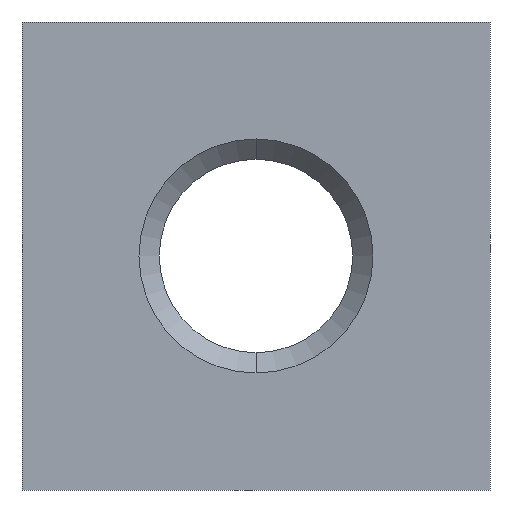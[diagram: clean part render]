
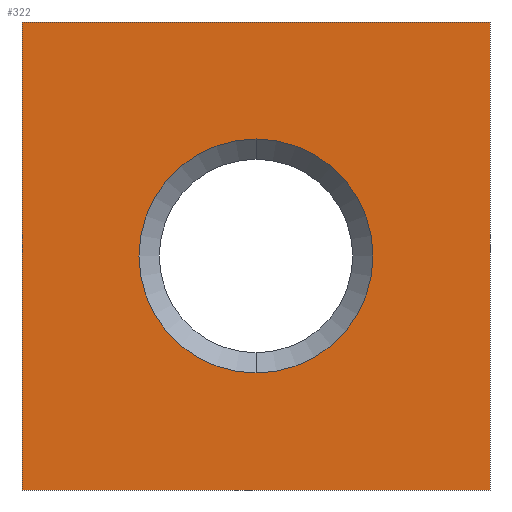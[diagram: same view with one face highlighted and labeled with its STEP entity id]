
A CAD part, front view. The second image highlights one B-rep face of the part: STEP entity #322.
In plain terms, the highlighted planar face has unit normal (0, -1, 0).
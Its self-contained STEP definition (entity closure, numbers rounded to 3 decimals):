
#2 = VERTEX_POINT ( 'NONE', #128 ) ;
#11 = ORIENTED_EDGE ( 'NONE', *, *, #314, .F. ) ;
#17 = CARTESIAN_POINT ( 'NONE',  ( -5., -3.3, -5. ) ) ;
#20 = VERTEX_POINT ( 'NONE', #17 ) ;
#24 = EDGE_CURVE ( 'NONE', #251, #2, #182, .T. ) ;
#29 = VERTEX_POINT ( 'NONE', #260 ) ;
#30 = DIRECTION ( 'NONE',  ( 0., 1., 0. ) ) ;
#32 = PLANE ( 'NONE',  #430 ) ;
#38 = VERTEX_POINT ( 'NONE', #361 ) ;
#44 = DIRECTION ( 'NONE',  ( 0., 0., 1. ) ) ;
#53 = CARTESIAN_POINT ( 'NONE',  ( -5., -3.3, -5. ) ) ;
#60 = AXIS2_PLACEMENT_3D ( 'NONE', #186, #177, #328 ) ;
#74 = EDGE_CURVE ( 'NONE', #2, #251, #223, .T. ) ;
#87 = LINE ( 'NONE', #53, #381 ) ;
#98 = FACE_OUTER_BOUND ( 'NONE', #126, .T. ) ;
#120 = CARTESIAN_POINT ( 'NONE',  ( 0., -3.3, 0. ) ) ;
#126 = EDGE_LOOP ( 'NONE', ( #320, #11, #432, #188 ) ) ;
#128 = CARTESIAN_POINT ( 'NONE',  ( 0., -3.3, -2.5 ) ) ;
#132 = CARTESIAN_POINT ( 'NONE',  ( 0., -3.3, 2.5 ) ) ;
#145 = DIRECTION ( 'NONE',  ( 0., 0., -1. ) ) ;
#149 = EDGE_CURVE ( 'NONE', #20, #437, #87, .T. ) ;
#150 = ORIENTED_EDGE ( 'NONE', *, *, #74, .T. ) ;
#159 = LINE ( 'NONE', #232, #189 ) ;
#177 = DIRECTION ( 'NONE',  ( 0., 1., 0. ) ) ;
#182 = CIRCLE ( 'NONE', #197, 2.5 ) ;
#186 = CARTESIAN_POINT ( 'NONE',  ( 0., -3.3, 0. ) ) ;
#188 = ORIENTED_EDGE ( 'NONE', *, *, #205, .F. ) ;
#189 = VECTOR ( 'NONE', #398, 1000. ) ;
#197 = AXIS2_PLACEMENT_3D ( 'NONE', #120, #425, #44 ) ;
#205 = EDGE_CURVE ( 'NONE', #437, #29, #159, .T. ) ;
#207 = CARTESIAN_POINT ( 'NONE',  ( -5., -3.3, 5. ) ) ;
#223 = CIRCLE ( 'NONE', #60, 2.5 ) ;
#232 = CARTESIAN_POINT ( 'NONE',  ( -5., -3.3, 5. ) ) ;
#238 = EDGE_LOOP ( 'NONE', ( #150, #330 ) ) ;
#244 = FACE_BOUND ( 'NONE', #238, .T. ) ;
#251 = VERTEX_POINT ( 'NONE', #132 ) ;
#260 = CARTESIAN_POINT ( 'NONE',  ( 5., -3.3, 5. ) ) ;
#294 = LINE ( 'NONE', #382, #383 ) ;
#300 = DIRECTION ( 'NONE',  ( 0., 0., 1. ) ) ;
#309 = DIRECTION ( 'NONE',  ( 0., 0., 1. ) ) ;
#312 = DIRECTION ( 'NONE',  ( -1., 0., 0. ) ) ;
#314 = EDGE_CURVE ( 'NONE', #38, #20, #372, .T. ) ;
#320 = ORIENTED_EDGE ( 'NONE', *, *, #149, .F. ) ;
#322 = ADVANCED_FACE ( 'PLANAR_0', ( #98, #244 ), #32, .F. ) ;
#328 = DIRECTION ( 'NONE',  ( 0., 0., 1. ) ) ;
#330 = ORIENTED_EDGE ( 'NONE', *, *, #24, .T. ) ;
#355 = CARTESIAN_POINT ( 'NONE',  ( -5., -3.3, 5. ) ) ;
#361 = CARTESIAN_POINT ( 'NONE',  ( 5., -3.3, -5. ) ) ;
#372 = LINE ( 'NONE', #405, #406 ) ;
#381 = VECTOR ( 'NONE', #300, 1000. ) ;
#382 = CARTESIAN_POINT ( 'NONE',  ( 5., -3.3, 5. ) ) ;
#383 = VECTOR ( 'NONE', #145, 1000. ) ;
#398 = DIRECTION ( 'NONE',  ( 1., 0., 0. ) ) ;
#405 = CARTESIAN_POINT ( 'NONE',  ( 5., -3.3, -5. ) ) ;
#406 = VECTOR ( 'NONE', #312, 1000. ) ;
#409 = EDGE_CURVE ( 'NONE', #29, #38, #294, .T. ) ;
#425 = DIRECTION ( 'NONE',  ( 0., 1., 0. ) ) ;
#430 = AXIS2_PLACEMENT_3D ( 'NONE', #207, #30, #309 ) ;
#432 = ORIENTED_EDGE ( 'NONE', *, *, #409, .F. ) ;
#437 = VERTEX_POINT ( 'NONE', #355 ) ;
